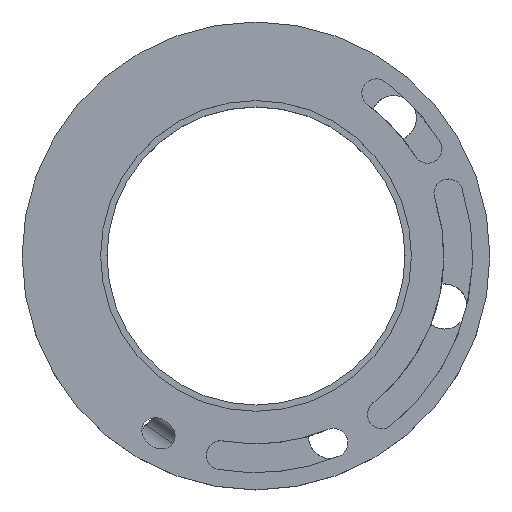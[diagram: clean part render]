
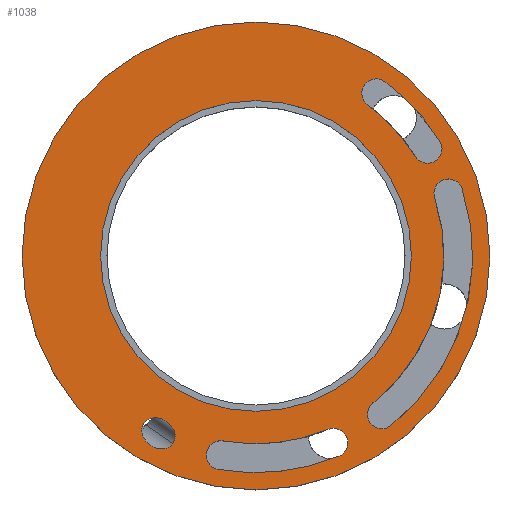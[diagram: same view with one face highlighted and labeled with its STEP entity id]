
A CAD part, top view. The second image highlights one B-rep face of the part: STEP entity #1038.
In plain terms, the highlighted planar face has unit normal (0, 0, 1).
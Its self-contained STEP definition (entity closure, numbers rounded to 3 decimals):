
#85=CARTESIAN_POINT('',(0.,0.,16.5));
#86=DIRECTION('',(0.,0.,1.));
#87=DIRECTION('',(1.,0.,0.));
#88=AXIS2_PLACEMENT_3D('',#85,#86,#87);
#90=CARTESIAN_POINT('',(0.,0.,16.5));
#91=DIRECTION('',(0.,0.,1.));
#92=DIRECTION('',(-1.,0.,0.));
#93=AXIS2_PLACEMENT_3D('',#90,#91,#92);
#95=CARTESIAN_POINT('',(-9.724,-55.149,16.5));
#96=DIRECTION('',(0.,0.,1.));
#97=DIRECTION('',(0.174,0.985,0.));
#98=AXIS2_PLACEMENT_3D('',#95,#96,#97);
#100=CARTESIAN_POINT('',(0.,0.,16.5));
#101=DIRECTION('',(0.,0.,1.));
#102=DIRECTION('',(-0.174,-0.985,0.));
#103=AXIS2_PLACEMENT_3D('',#100,#101,#102);
#105=CARTESIAN_POINT('',(21.43,-51.737,16.5));
#106=DIRECTION('',(0.,0.,1.));
#107=DIRECTION('',(0.383,-0.924,0.));
#108=AXIS2_PLACEMENT_3D('',#105,#106,#107);
#110=CARTESIAN_POINT('',(0.,0.,16.5));
#111=DIRECTION('',(0.,0.,1.));
#112=DIRECTION('',(-0.174,-0.985,0.));
#113=AXIS2_PLACEMENT_3D('',#110,#111,#112);
#115=CARTESIAN_POINT('',(34.861,-43.826,16.5));
#116=DIRECTION('',(0.,0.,1.));
#117=DIRECTION('',(-0.623,0.783,0.));
#118=AXIS2_PLACEMENT_3D('',#115,#116,#117);
#120=CARTESIAN_POINT('',(0.,0.,16.5));
#121=DIRECTION('',(0.,0.,1.));
#122=DIRECTION('',(0.623,-0.783,0.));
#123=AXIS2_PLACEMENT_3D('',#120,#121,#122);
#125=CARTESIAN_POINT('',(53.259,17.305,16.5));
#126=DIRECTION('',(0.,0.,1.));
#127=DIRECTION('',(0.951,0.309,0.));
#128=AXIS2_PLACEMENT_3D('',#125,#126,#127);
#130=CARTESIAN_POINT('',(0.,0.,16.5));
#131=DIRECTION('',(0.,0.,1.));
#132=DIRECTION('',(0.623,-0.783,0.));
#133=AXIS2_PLACEMENT_3D('',#130,#131,#132);
#135=CARTESIAN_POINT('',(47.491,29.675,16.5));
#136=DIRECTION('',(0.,0.,1.));
#137=DIRECTION('',(-0.848,-0.53,0.));
#138=AXIS2_PLACEMENT_3D('',#135,#136,#137);
#140=CARTESIAN_POINT('',(0.,0.,16.5));
#141=DIRECTION('',(0.,0.,1.));
#142=DIRECTION('',(0.848,0.53,0.));
#143=AXIS2_PLACEMENT_3D('',#140,#141,#142);
#145=CARTESIAN_POINT('',(33.31,45.016,16.5));
#146=DIRECTION('',(0.,0.,1.));
#147=DIRECTION('',(0.595,0.804,0.));
#148=AXIS2_PLACEMENT_3D('',#145,#146,#147);
#150=CARTESIAN_POINT('',(0.,0.,16.5));
#151=DIRECTION('',(0.,0.,1.));
#152=DIRECTION('',(0.848,0.53,0.));
#153=AXIS2_PLACEMENT_3D('',#150,#151,#152);
#155=CARTESIAN_POINT('',(0.,0.,16.5));
#156=DIRECTION('',(0.,0.,1.));
#157=DIRECTION('',(1.,0.,0.));
#158=AXIS2_PLACEMENT_3D('',#155,#156,#157);
#160=CARTESIAN_POINT('',(0.,0.,16.5));
#161=DIRECTION('',(0.,0.,1.));
#162=DIRECTION('',(-1.,0.,0.));
#163=AXIS2_PLACEMENT_3D('',#160,#161,#162);
#165=CARTESIAN_POINT('',(-23.,-51.901,16.5));
#166=CARTESIAN_POINT('',(-23.27,-52.287,16.5));
#167=CARTESIAN_POINT('',(-24.025,-53.002,16.5));
#168=CARTESIAN_POINT('',(-25.759,-53.525,16.5));
#169=CARTESIAN_POINT('',(-27.379,-53.322,16.5));
#170=CARTESIAN_POINT('',(-28.548,-52.848,16.5));
#171=CARTESIAN_POINT('',(-29.306,-52.394,16.5));
#172=CARTESIAN_POINT('',(-29.993,-51.836,16.5));
#173=CARTESIAN_POINT('',(-30.838,-50.901,16.5));
#174=CARTESIAN_POINT('',(-31.583,-49.447,16.5));
#175=CARTESIAN_POINT('',(-31.684,-47.639,16.5));
#176=CARTESIAN_POINT('',(-31.27,-46.685,16.5));
#177=CARTESIAN_POINT('',(-31.,-46.299,16.5));
#179=CARTESIAN_POINT('',(-31.,-46.299,16.5));
#180=CARTESIAN_POINT('',(-30.73,-45.913,16.5));
#181=CARTESIAN_POINT('',(-29.975,-45.198,16.5));
#182=CARTESIAN_POINT('',(-28.241,-44.675,16.5));
#183=CARTESIAN_POINT('',(-26.621,-44.878,16.5));
#184=CARTESIAN_POINT('',(-25.452,-45.352,16.5));
#185=CARTESIAN_POINT('',(-24.694,-45.806,16.5));
#186=CARTESIAN_POINT('',(-24.007,-46.364,16.5));
#187=CARTESIAN_POINT('',(-23.162,-47.299,16.5));
#188=CARTESIAN_POINT('',(-22.417,-48.753,16.5));
#189=CARTESIAN_POINT('',(-22.316,-50.561,16.5));
#190=CARTESIAN_POINT('',(-22.73,-51.515,16.5));
#191=CARTESIAN_POINT('',(-23.,-51.901,16.5));
#717=CARTESIAN_POINT('',(64.75,0.,16.5));
#718=CARTESIAN_POINT('',(-64.75,0.,16.5));
#719=VERTEX_POINT('',#717);
#720=VERTEX_POINT('',#718);
#797=CARTESIAN_POINT('',(-9.03,-51.21,16.5));
#798=CARTESIAN_POINT('',(-10.419,-59.088,16.5));
#799=VERTEX_POINT('',#797);
#800=VERTEX_POINT('',#798);
#801=CARTESIAN_POINT('',(22.961,-55.433,16.5));
#802=VERTEX_POINT('',#801);
#803=CARTESIAN_POINT('',(19.9,-48.042,16.5));
#804=VERTEX_POINT('',#803);
#805=CARTESIAN_POINT('',(32.371,-40.696,16.5));
#806=CARTESIAN_POINT('',(37.351,-46.956,16.5));
#807=VERTEX_POINT('',#805);
#808=VERTEX_POINT('',#806);
#809=CARTESIAN_POINT('',(57.063,18.541,16.5));
#810=VERTEX_POINT('',#809);
#811=CARTESIAN_POINT('',(49.455,16.069,16.5));
#812=VERTEX_POINT('',#811);
#813=CARTESIAN_POINT('',(44.099,27.556,16.5));
#814=CARTESIAN_POINT('',(50.883,31.795,16.5));
#815=VERTEX_POINT('',#813);
#816=VERTEX_POINT('',#814);
#817=CARTESIAN_POINT('',(35.689,48.231,16.5));
#818=VERTEX_POINT('',#817);
#819=CARTESIAN_POINT('',(30.931,41.801,16.5));
#820=VERTEX_POINT('',#819);
#825=CARTESIAN_POINT('',(43.,0.,16.5));
#826=CARTESIAN_POINT('',(-43.,0.,16.5));
#827=VERTEX_POINT('',#825);
#828=VERTEX_POINT('',#826);
#833=VERTEX_POINT('',#165);
#834=VERTEX_POINT('',#177);
#986=CARTESIAN_POINT('',(0.,0.,16.5));
#987=DIRECTION('',(0.,0.,1.));
#988=DIRECTION('',(1.,0.,0.));
#989=AXIS2_PLACEMENT_3D('',#986,#987,#988);
#990=PLANE('',#989);
#992=ORIENTED_EDGE('',*,*,#991,.F.);
#994=ORIENTED_EDGE('',*,*,#993,.F.);
#995=EDGE_LOOP('',(#992,#994));
#996=FACE_OUTER_BOUND('',#995,.F.);
#998=ORIENTED_EDGE('',*,*,#997,.T.);
#1000=ORIENTED_EDGE('',*,*,#999,.T.);
#1002=ORIENTED_EDGE('',*,*,#1001,.T.);
#1004=ORIENTED_EDGE('',*,*,#1003,.F.);
#1005=EDGE_LOOP('',(#998,#1000,#1002,#1004));
#1006=FACE_BOUND('',#1005,.F.);
#1008=ORIENTED_EDGE('',*,*,#1007,.T.);
#1010=ORIENTED_EDGE('',*,*,#1009,.T.);
#1012=ORIENTED_EDGE('',*,*,#1011,.T.);
#1014=ORIENTED_EDGE('',*,*,#1013,.F.);
#1015=EDGE_LOOP('',(#1008,#1010,#1012,#1014));
#1016=FACE_BOUND('',#1015,.F.);
#1018=ORIENTED_EDGE('',*,*,#1017,.T.);
#1020=ORIENTED_EDGE('',*,*,#1019,.T.);
#1022=ORIENTED_EDGE('',*,*,#1021,.T.);
#1024=ORIENTED_EDGE('',*,*,#1023,.F.);
#1025=EDGE_LOOP('',(#1018,#1020,#1022,#1024));
#1026=FACE_BOUND('',#1025,.F.);
#1027=ORIENTED_EDGE('',*,*,#976,.T.);
#1029=ORIENTED_EDGE('',*,*,#1028,.T.);
#1030=EDGE_LOOP('',(#1027,#1029));
#1031=FACE_BOUND('',#1030,.F.);
#1033=ORIENTED_EDGE('',*,*,#1032,.F.);
#1035=ORIENTED_EDGE('',*,*,#1034,.F.);
#1036=EDGE_LOOP('',(#1033,#1035));
#1037=FACE_BOUND('',#1036,.F.);
#1038=ADVANCED_FACE('',(#996,#1006,#1016,#1026,#1031,#1037),#990,.T.);
#89=CIRCLE('',#88,64.75);
#94=CIRCLE('',#93,64.75);
#99=CIRCLE('',#98,4.);
#104=CIRCLE('',#103,60.);
#109=CIRCLE('',#108,4.);
#114=CIRCLE('',#113,52.);
#119=CIRCLE('',#118,4.);
#124=CIRCLE('',#123,60.);
#129=CIRCLE('',#128,4.);
#134=CIRCLE('',#133,52.);
#139=CIRCLE('',#138,4.);
#144=CIRCLE('',#143,60.);
#149=CIRCLE('',#148,4.);
#154=CIRCLE('',#153,52.);
#159=CIRCLE('',#158,43.);
#164=CIRCLE('',#163,43.);
#178=B_SPLINE_CURVE_WITH_KNOTS('',3,(#165,#166,#167,#168,#169,#170,#171,#172,
#173,#174,#175,#176,#177),.UNSPECIFIED.,.F.,.F.,(4,1,1,1,1,1,1,1,1,1,4),(0.,
0.125,0.25,0.375,0.438,0.5,0.563,0.625,0.75,0.875,1.),
.UNSPECIFIED.);
#192=B_SPLINE_CURVE_WITH_KNOTS('',3,(#179,#180,#181,#182,#183,#184,#185,#186,
#187,#188,#189,#190,#191),.UNSPECIFIED.,.F.,.F.,(4,1,1,1,1,1,1,1,1,1,4),(0.,
0.125,0.25,0.375,0.438,0.5,0.563,0.625,0.75,0.875,1.),
.UNSPECIFIED.);
#976=EDGE_CURVE('',#827,#828,#159,.T.);
#991=EDGE_CURVE('',#719,#720,#89,.T.);
#993=EDGE_CURVE('',#720,#719,#94,.T.);
#997=EDGE_CURVE('',#799,#800,#99,.T.);
#999=EDGE_CURVE('',#800,#802,#104,.T.);
#1001=EDGE_CURVE('',#802,#804,#109,.T.);
#1003=EDGE_CURVE('',#799,#804,#114,.T.);
#1007=EDGE_CURVE('',#807,#808,#119,.T.);
#1009=EDGE_CURVE('',#808,#810,#124,.T.);
#1011=EDGE_CURVE('',#810,#812,#129,.T.);
#1013=EDGE_CURVE('',#807,#812,#134,.T.);
#1017=EDGE_CURVE('',#815,#816,#139,.T.);
#1019=EDGE_CURVE('',#816,#818,#144,.T.);
#1021=EDGE_CURVE('',#818,#820,#149,.T.);
#1023=EDGE_CURVE('',#815,#820,#154,.T.);
#1028=EDGE_CURVE('',#828,#827,#164,.T.);
#1032=EDGE_CURVE('',#833,#834,#178,.T.);
#1034=EDGE_CURVE('',#834,#833,#192,.T.);
